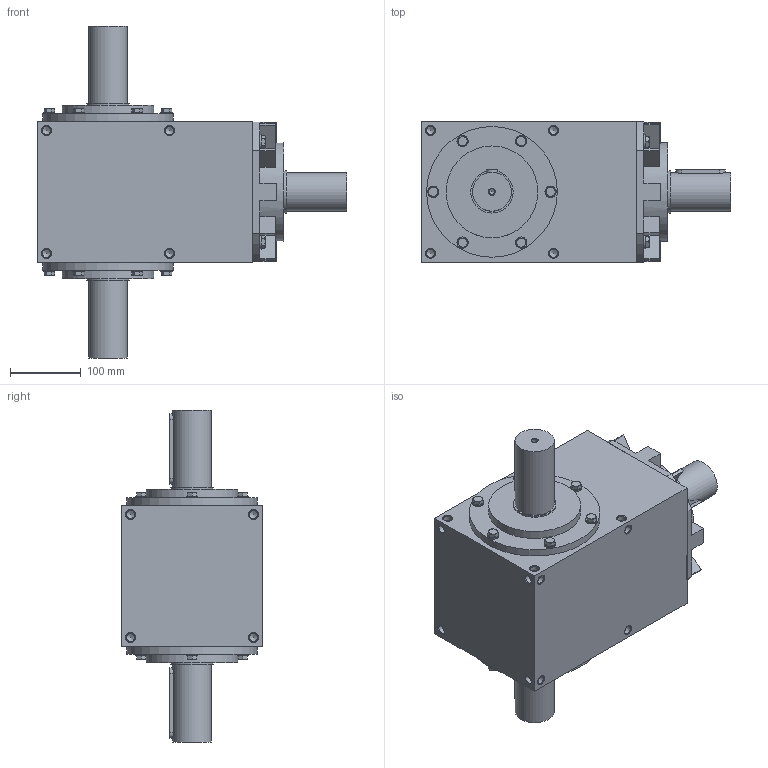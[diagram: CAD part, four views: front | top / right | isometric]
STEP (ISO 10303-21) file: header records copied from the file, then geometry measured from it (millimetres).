
FILE_DESCRIPTION(/* description */ ('STEP AP203'),/* implementation_level */ '2;1');
FILE_NAME(/* name */ 'RHS55_RH-S1_R.1_2',/* time_stamp */ '2023-01-10T11:26:27+01:00',/* author */ ('License CC BY-ND 4.0'),/* organization */ ('CADENAS'),/* preprocessor_version */ 'ST-DEVELOPER v18.102',/* originating_system */ 'PARTsolutions',/* authorisation */ ' ');
FILE_SCHEMA (('CONFIG_CONTROL_DESIGN'));
Length unit declared in the file: millimetre
Products named in the file (5): RHS55_RH-S1_R.1/2; RHS551-proshaft; RC_RR55-screw; RHX55-screw; RHS55-case
Assembly tree (19 placements, depth 2):
  RHS55_RH-S1_R.1/2
    RHS551-proshaft  x2
    RC_RR55-screw  x12
    RHX55-screw  x4
    RHS55-case
Bounding box: 438 x 200 x 470 mm (x, y, z)
Volume: 14794067.9 mm3; surface area: 499788.5 mm2
Topology: 19 solids, 19 shells, 494 faces, 1170 edges, 726 vertices
Faces by surface type: plane 256, cone 150, cylinder 88
Full cylindrical faces by diameter (mm): 8.376 x3, 10.106 x4, 11.835 x40, 13 x4, 16 x12, 20 x4, 55 x3, 60 x3, 130 x2, 140 x1, 185 x2
Entity records: 8730 total; most frequent: CARTESIAN_POINT 1289, DIRECTION 1252, ORIENTED_EDGE 1014, EDGE_CURVE 507, AXIS2_PLACEMENT_3D 496, FACE_BOUND 416, VERTEX_POINT 393, EDGE_LOOP 390
